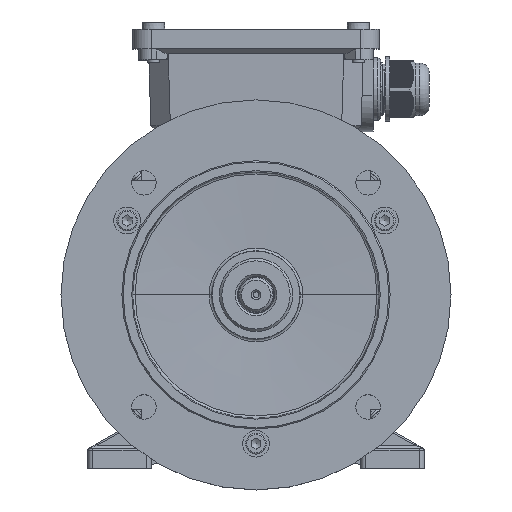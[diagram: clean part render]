
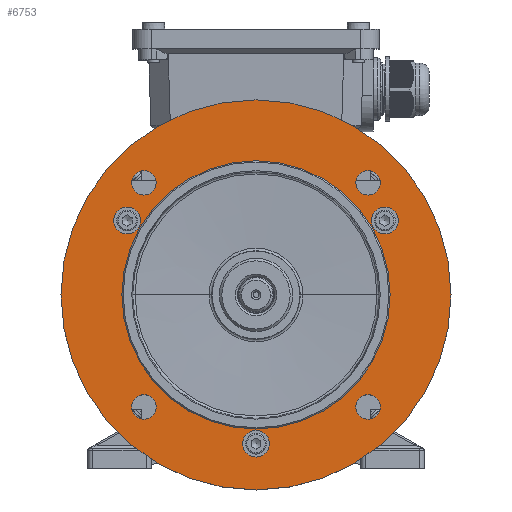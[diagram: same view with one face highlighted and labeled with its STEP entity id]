
A CAD part, top view. The second image highlights one B-rep face of the part: STEP entity #6753.
In plain terms, the highlighted planar face has unit normal (0, 0, 1).
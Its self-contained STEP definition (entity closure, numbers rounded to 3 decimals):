
#2231=PLANE('',#71828);
#3383=FACE_BOUND('',#15307,.T.);
#3384=FACE_BOUND('',#15308,.T.);
#3385=FACE_BOUND('',#15309,.T.);
#3386=FACE_BOUND('',#15310,.T.);
#3387=FACE_BOUND('',#15311,.T.);
#3388=FACE_BOUND('',#15312,.T.);
#3389=FACE_BOUND('',#15313,.T.);
#3390=FACE_BOUND('',#15314,.T.);
#3391=FACE_BOUND('',#15315,.T.);
#6753=ADVANCED_FACE('',(#3383,#3384,#3385,#3386,#3387,#3388,#3389,#3390,
#3391),#2231,.T.);
#15307=EDGE_LOOP('',(#42097,#42098));
#15308=EDGE_LOOP('',(#42099,#42100));
#15309=EDGE_LOOP('',(#42101,#42102));
#15310=EDGE_LOOP('',(#42103,#42104));
#15311=EDGE_LOOP('',(#42105,#42106));
#15312=EDGE_LOOP('',(#42107,#42108));
#15313=EDGE_LOOP('',(#42109,#42110));
#15314=EDGE_LOOP('',(#42111,#42112));
#15315=EDGE_LOOP('',(#42113,#42114));
#42097=ORIENTED_EDGE('',*,*,#61171,.F.);
#42098=ORIENTED_EDGE('',*,*,#61472,.F.);
#42099=ORIENTED_EDGE('',*,*,#61473,.F.);
#42100=ORIENTED_EDGE('',*,*,#61118,.F.);
#42101=ORIENTED_EDGE('',*,*,#61122,.F.);
#42102=ORIENTED_EDGE('',*,*,#61474,.F.);
#42103=ORIENTED_EDGE('',*,*,#61475,.F.);
#42104=ORIENTED_EDGE('',*,*,#61126,.F.);
#42105=ORIENTED_EDGE('',*,*,#61128,.F.);
#42106=ORIENTED_EDGE('',*,*,#61476,.F.);
#42107=ORIENTED_EDGE('',*,*,#61132,.F.);
#42108=ORIENTED_EDGE('',*,*,#61477,.F.);
#42109=ORIENTED_EDGE('',*,*,#61136,.F.);
#42110=ORIENTED_EDGE('',*,*,#61478,.F.);
#42111=ORIENTED_EDGE('',*,*,#61140,.F.);
#42112=ORIENTED_EDGE('',*,*,#61479,.F.);
#42113=ORIENTED_EDGE('',*,*,#61174,.T.);
#42114=ORIENTED_EDGE('',*,*,#61471,.T.);
#52488=VERTEX_POINT('',#113850);
#52489=VERTEX_POINT('',#113852);
#52492=VERTEX_POINT('',#113859);
#52493=VERTEX_POINT('',#113861);
#52496=VERTEX_POINT('',#113868);
#52497=VERTEX_POINT('',#113870);
#52498=VERTEX_POINT('',#113874);
#52499=VERTEX_POINT('',#113875);
#52502=VERTEX_POINT('',#113883);
#52503=VERTEX_POINT('',#113884);
#52506=VERTEX_POINT('',#113892);
#52507=VERTEX_POINT('',#113893);
#52510=VERTEX_POINT('',#113901);
#52511=VERTEX_POINT('',#113902);
#52539=VERTEX_POINT('',#113965);
#52541=VERTEX_POINT('',#113969);
#52544=VERTEX_POINT('',#113976);
#52545=VERTEX_POINT('',#113978);
#61118=EDGE_CURVE('',#52488,#52489,#66168,.T.);
#61122=EDGE_CURVE('',#52492,#52493,#66170,.T.);
#61126=EDGE_CURVE('',#52496,#52497,#66172,.T.);
#61128=EDGE_CURVE('',#52498,#52499,#66173,.T.);
#61132=EDGE_CURVE('',#52502,#52503,#66175,.T.);
#61136=EDGE_CURVE('',#52506,#52507,#66177,.T.);
#61140=EDGE_CURVE('',#52510,#52511,#66179,.T.);
#61171=EDGE_CURVE('',#52541,#52539,#66194,.T.);
#61174=EDGE_CURVE('',#52545,#52544,#66196,.T.);
#61471=EDGE_CURVE('',#52544,#52545,#66369,.T.);
#61472=EDGE_CURVE('',#52539,#52541,#66370,.T.);
#61473=EDGE_CURVE('',#52489,#52488,#66371,.T.);
#61474=EDGE_CURVE('',#52493,#52492,#66372,.T.);
#61475=EDGE_CURVE('',#52497,#52496,#66373,.T.);
#61476=EDGE_CURVE('',#52499,#52498,#66374,.T.);
#61477=EDGE_CURVE('',#52503,#52502,#66375,.T.);
#61478=EDGE_CURVE('',#52507,#52506,#66376,.T.);
#61479=EDGE_CURVE('',#52511,#52510,#66377,.T.);
#66168=CIRCLE('',#71533,5.5);
#66170=CIRCLE('',#71536,5.5);
#66172=CIRCLE('',#71539,5.5);
#66173=CIRCLE('',#71541,5.);
#66175=CIRCLE('',#71544,5.);
#66177=CIRCLE('',#71547,5.);
#66179=CIRCLE('',#71550,5.);
#66194=CIRCLE('',#71572,55.);
#66196=CIRCLE('',#71575,80.);
#66369=CIRCLE('',#71818,80.);
#66370=CIRCLE('',#71820,55.);
#66371=CIRCLE('',#71821,5.5);
#66372=CIRCLE('',#71822,5.5);
#66373=CIRCLE('',#71823,5.5);
#66374=CIRCLE('',#71824,5.);
#66375=CIRCLE('',#71825,5.);
#66376=CIRCLE('',#71826,5.);
#66377=CIRCLE('',#71827,5.);
#71533=AXIS2_PLACEMENT_3D('',#113851,#85941,#85942);
#71536=AXIS2_PLACEMENT_3D('',#113860,#85949,#85950);
#71539=AXIS2_PLACEMENT_3D('',#113869,#85957,#85958);
#71541=AXIS2_PLACEMENT_3D('',#113873,#85962,#85963);
#71544=AXIS2_PLACEMENT_3D('',#113882,#85970,#85971);
#71547=AXIS2_PLACEMENT_3D('',#113891,#85978,#85979);
#71550=AXIS2_PLACEMENT_3D('',#113900,#85986,#85987);
#71572=AXIS2_PLACEMENT_3D('',#113970,#86046,#86047);
#71575=AXIS2_PLACEMENT_3D('',#113977,#86053,#86054);
#71818=AXIS2_PLACEMENT_3D('',#114595,#86651,#86652);
#71820=AXIS2_PLACEMENT_3D('',#114597,#86655,#86656);
#71821=AXIS2_PLACEMENT_3D('',#114598,#86657,#86658);
#71822=AXIS2_PLACEMENT_3D('',#114599,#86659,#86660);
#71823=AXIS2_PLACEMENT_3D('',#114600,#86661,#86662);
#71824=AXIS2_PLACEMENT_3D('',#114601,#86663,#86664);
#71825=AXIS2_PLACEMENT_3D('',#114602,#86665,#86666);
#71826=AXIS2_PLACEMENT_3D('',#114603,#86667,#86668);
#71827=AXIS2_PLACEMENT_3D('',#114604,#86669,#86670);
#71828=AXIS2_PLACEMENT_3D('',#114605,#86671,#86672);
#85941=DIRECTION('',(0.,0.,1.));
#85942=DIRECTION('',(1.,0.,0.));
#85949=DIRECTION('',(0.,0.,1.));
#85950=DIRECTION('',(1.,0.,0.));
#85957=DIRECTION('',(0.,0.,1.));
#85958=DIRECTION('',(1.,0.,0.));
#85962=DIRECTION('',(0.,0.,1.));
#85963=DIRECTION('',(1.,0.,0.));
#85970=DIRECTION('',(0.,0.,1.));
#85971=DIRECTION('',(1.,0.,0.));
#85978=DIRECTION('',(0.,0.,1.));
#85979=DIRECTION('',(1.,0.,0.));
#85986=DIRECTION('',(0.,0.,1.));
#85987=DIRECTION('',(1.,0.,0.));
#86046=DIRECTION('',(0.,0.,1.));
#86047=DIRECTION('',(1.,0.,0.));
#86053=DIRECTION('',(0.,0.,1.));
#86054=DIRECTION('',(1.,0.,0.));
#86651=DIRECTION('',(0.,0.,1.));
#86652=DIRECTION('',(1.,0.,0.));
#86655=DIRECTION('',(0.,0.,1.));
#86656=DIRECTION('',(1.,0.,0.));
#86657=DIRECTION('',(0.,0.,1.));
#86658=DIRECTION('',(1.,0.,0.));
#86659=DIRECTION('',(0.,0.,1.));
#86660=DIRECTION('',(1.,0.,0.));
#86661=DIRECTION('',(0.,0.,1.));
#86662=DIRECTION('',(1.,0.,0.));
#86663=DIRECTION('',(0.,0.,1.));
#86664=DIRECTION('',(1.,0.,0.));
#86665=DIRECTION('',(0.,0.,1.));
#86666=DIRECTION('',(1.,0.,0.));
#86667=DIRECTION('',(0.,0.,1.));
#86668=DIRECTION('',(1.,0.,0.));
#86669=DIRECTION('',(0.,0.,1.));
#86670=DIRECTION('',(1.,0.,0.));
#86671=DIRECTION('',(0.,0.,1.));
#86672=DIRECTION('',(1.,0.,0.));
#113850=CARTESIAN_POINT('',(-134.067,31.901,90.));
#113851=CARTESIAN_POINT('',(-139.567,31.901,90.));
#113852=CARTESIAN_POINT('',(-145.067,31.901,90.));
#113859=CARTESIAN_POINT('',(-239.722,31.901,90.));
#113860=CARTESIAN_POINT('',(-245.222,31.901,90.));
#113861=CARTESIAN_POINT('',(-250.722,31.901,90.));
#113868=CARTESIAN_POINT('',(-186.895,-59.599,90.));
#113869=CARTESIAN_POINT('',(-192.395,-59.599,90.));
#113870=CARTESIAN_POINT('',(-197.895,-59.599,90.));
#113873=CARTESIAN_POINT('',(-146.433,-44.561,90.));
#113874=CARTESIAN_POINT('',(-141.433,-44.561,90.));
#113875=CARTESIAN_POINT('',(-151.433,-44.561,90.));
#113882=CARTESIAN_POINT('',(-238.357,-44.561,90.));
#113883=CARTESIAN_POINT('',(-233.357,-44.561,90.));
#113884=CARTESIAN_POINT('',(-243.357,-44.561,90.));
#113891=CARTESIAN_POINT('',(-238.357,47.363,90.));
#113892=CARTESIAN_POINT('',(-233.357,47.363,90.));
#113893=CARTESIAN_POINT('',(-243.357,47.363,90.));
#113900=CARTESIAN_POINT('',(-146.433,47.363,90.));
#113901=CARTESIAN_POINT('',(-141.433,47.363,90.));
#113902=CARTESIAN_POINT('',(-151.433,47.363,90.));
#113965=CARTESIAN_POINT('',(-137.395,1.401,90.));
#113969=CARTESIAN_POINT('',(-247.395,1.401,90.));
#113970=CARTESIAN_POINT('',(-192.395,1.401,90.));
#113976=CARTESIAN_POINT('',(-112.395,1.401,90.));
#113977=CARTESIAN_POINT('',(-192.395,1.401,90.));
#113978=CARTESIAN_POINT('',(-272.395,1.401,90.));
#114595=CARTESIAN_POINT('',(-192.395,1.401,90.));
#114597=CARTESIAN_POINT('',(-192.395,1.401,90.));
#114598=CARTESIAN_POINT('',(-139.567,31.901,90.));
#114599=CARTESIAN_POINT('',(-245.222,31.901,90.));
#114600=CARTESIAN_POINT('',(-192.395,-59.599,90.));
#114601=CARTESIAN_POINT('',(-146.433,-44.561,90.));
#114602=CARTESIAN_POINT('',(-238.357,-44.561,90.));
#114603=CARTESIAN_POINT('',(-238.357,47.363,90.));
#114604=CARTESIAN_POINT('',(-146.433,47.363,90.));
#114605=CARTESIAN_POINT('',(-192.395,81.401,90.));
